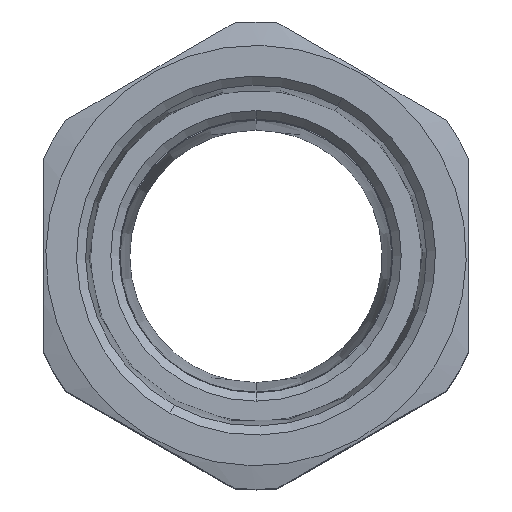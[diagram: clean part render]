
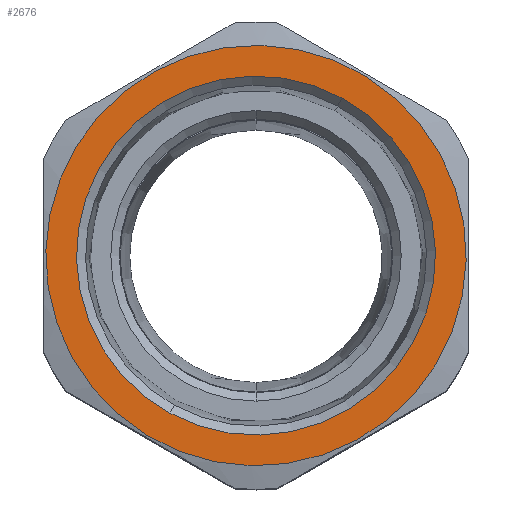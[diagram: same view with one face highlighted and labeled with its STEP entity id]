
A CAD part, top view. The second image highlights one B-rep face of the part: STEP entity #2676.
In plain terms, the highlighted planar face has unit normal (0, 0, 1).
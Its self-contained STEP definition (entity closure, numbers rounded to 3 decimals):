
#1671=AXIS2_PLACEMENT_3D('Circle Axis2P3D',#1669,#1670,$) ;
#2174=AXIS2_PLACEMENT_3D('Circle Axis2P3D',#2172,#2173,$) ;
#2652=AXIS2_PLACEMENT_3D('Plane Axis2P3D',#2649,#2650,#2651) ;
#2660=AXIS2_PLACEMENT_3D('Circle Axis2P3D',#2658,#2659,$) ;
#2669=AXIS2_PLACEMENT_3D('Circle Axis2P3D',#2667,#2668,$) ;
#1666=CARTESIAN_POINT('Vertex',(12.123,6.364,74.25)) ;
#1669=CARTESIAN_POINT('Axis2P3D Location',(25.,27.5,74.25)) ;
#1673=CARTESIAN_POINT('Vertex',(37.877,48.636,74.25)) ;
#2172=CARTESIAN_POINT('Axis2P3D Location',(25.,27.5,74.25)) ;
#2649=CARTESIAN_POINT('Axis2P3D Location',(25.,27.5,74.25)) ;
#2658=CARTESIAN_POINT('Axis2P3D Location',(25.,27.5,74.25)) ;
#2662=CARTESIAN_POINT('Vertex',(14.869,8.954,74.25)) ;
#2664=CARTESIAN_POINT('Vertex',(35.131,46.046,74.25)) ;
#2667=CARTESIAN_POINT('Axis2P3D Location',(25.,27.5,74.25)) ;
#1670=DIRECTION('Axis2P3D Direction',(0.,0.,-1.)) ;
#2173=DIRECTION('Axis2P3D Direction',(0.,0.,-1.)) ;
#2650=DIRECTION('Axis2P3D Direction',(0.,0.,-1.)) ;
#2651=DIRECTION('Axis2P3D XDirection',(0.,1.,0.)) ;
#2659=DIRECTION('Axis2P3D Direction',(0.,0.,-1.)) ;
#2668=DIRECTION('Axis2P3D Direction',(0.,0.,-1.)) ;
#2655=ORIENTED_EDGE('',*,*,#1675,.T.) ;
#2656=ORIENTED_EDGE('',*,*,#2176,.T.) ;
#2673=ORIENTED_EDGE('',*,*,#2666,.T.) ;
#2674=ORIENTED_EDGE('',*,*,#2671,.T.) ;
#2675=FACE_BOUND('',#2672,.T.) ;
#2676=ADVANCED_FACE('Body',(#2657,#2675),#2653,.F.) ;
#1672=CIRCLE('generated circle',#1671,24.75) ;
#2175=CIRCLE('generated circle',#2174,24.75) ;
#2661=CIRCLE('generated circle',#2660,21.133) ;
#2670=CIRCLE('generated circle',#2669,21.133) ;
#1675=EDGE_CURVE('',#1674,#1667,#1672,.F.) ;
#2176=EDGE_CURVE('',#1667,#1674,#2175,.F.) ;
#2666=EDGE_CURVE('',#2663,#2665,#2661,.T.) ;
#2671=EDGE_CURVE('',#2665,#2663,#2670,.T.) ;
#2654=EDGE_LOOP('',(#2655,#2656)) ;
#2672=EDGE_LOOP('',(#2673,#2674)) ;
#2657=FACE_OUTER_BOUND('',#2654,.T.) ;
#2653=PLANE('',#2652) ;
#1667=VERTEX_POINT('',#1666) ;
#1674=VERTEX_POINT('',#1673) ;
#2663=VERTEX_POINT('',#2662) ;
#2665=VERTEX_POINT('',#2664) ;
